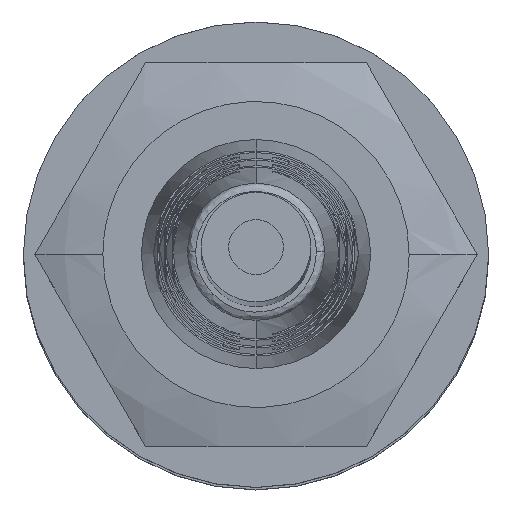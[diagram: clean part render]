
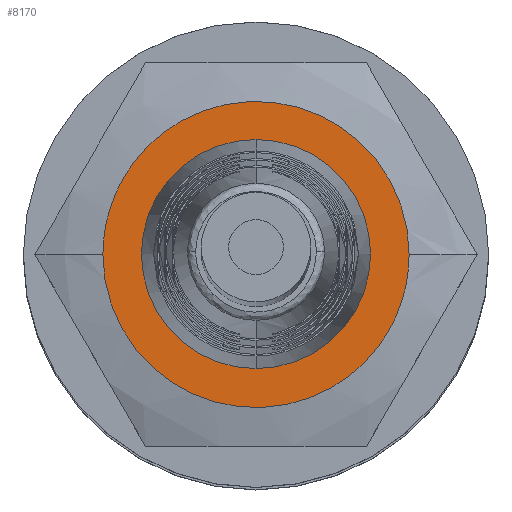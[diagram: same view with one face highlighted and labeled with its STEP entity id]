
A CAD part, top view. The second image highlights one B-rep face of the part: STEP entity #8170.
In plain terms, the highlighted planar face has unit normal (0, 0, 1).
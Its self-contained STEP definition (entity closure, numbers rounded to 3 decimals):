
#262 = EDGE_CURVE ( 'NONE', #8471, #8089, #3997, .T. ) ;
#323 = EDGE_CURVE ( 'NONE', #4911, #8471, #344, .T. ) ;
#344 = B_SPLINE_CURVE_WITH_KNOTS ( 'NONE', 3,
 ( #5674, #8876, #1691, #6440, #889, #5635, #4824, #9644, #8841, #3229, #8003, #2453, #7210, #1649 ),
 .UNSPECIFIED., .F., .F.,
 ( 4, 2, 2, 2, 2, 2, 4 ),
 ( 0., 0.001, 0.001, 0.002, 0.002, 0.002, 0.003 ),
 .UNSPECIFIED. ) ;
#538 =( BOUNDED_CURVE ( )  B_SPLINE_CURVE ( 3, ( #2073, #5206, #6817, #7617 ),
 .UNSPECIFIED., .F., .F. ) 
 B_SPLINE_CURVE_WITH_KNOTS ( ( 4, 4 ),
 ( 0., 0.009 ),
 .UNSPECIFIED. ) 
 CURVE ( )  GEOMETRIC_REPRESENTATION_ITEM ( )  RATIONAL_B_SPLINE_CURVE ( ( 1., 0.333, 0.333, 1. ) ) 
 REPRESENTATION_ITEM ( '' )  );
#691 = EDGE_CURVE ( 'NONE', #986, #8867, #538, .T. ) ;
#735 = AXIS2_PLACEMENT_3D ( 'NONE', #5890, #1147, #6694 ) ;
#768 = CARTESIAN_POINT ( 'NONE',  ( 0.685, 1.852, 1.8 ) ) ;
#889 = CARTESIAN_POINT ( 'NONE',  ( -1.697, 1.12, 1.8 ) ) ;
#909 = CIRCLE ( 'NONE', #735, 1.85 ) ;
#925 = CARTESIAN_POINT ( 'NONE',  ( -1.64, -0.996, 1.8 ) ) ;
#986 = VERTEX_POINT ( 'NONE', #2758 ) ;
#1147 = DIRECTION ( 'NONE',  ( 0., 0., -1. ) ) ;
#1234 = AXIS2_PLACEMENT_3D ( 'NONE', #6179, #1426, #6988 ) ;
#1370 = CARTESIAN_POINT ( 'NONE',  ( -2.796, 0., 1.8 ) ) ;
#1426 = DIRECTION ( 'NONE',  ( 0., 0., -1. ) ) ;
#1565 = CARTESIAN_POINT ( 'NONE',  ( 1.195, 1.525, 1.8 ) ) ;
#1649 = CARTESIAN_POINT ( 'NONE',  ( 0.109, 2.026, 1.8 ) ) ;
#1691 = CARTESIAN_POINT ( 'NONE',  ( -1.94, 0.65, 1.8 ) ) ;
#1734 = CARTESIAN_POINT ( 'NONE',  ( -1.868, -0.608, 1.8 ) ) ;
#1787 = FACE_OUTER_BOUND ( 'NONE', #4754, .T. ) ;
#1822 = CARTESIAN_POINT ( 'NONE',  ( -2.025, 0.123, 1.8 ) ) ;
#2055 = DIRECTION ( 'NONE',  ( 1., 0., 0. ) ) ;
#2073 = CARTESIAN_POINT ( 'NONE',  ( -2.796, 0., 1.8 ) ) ;
#2371 = CARTESIAN_POINT ( 'NONE',  ( 1.543, 1.021, 1.8 ) ) ;
#2453 = CARTESIAN_POINT ( 'NONE',  ( -0.421, 2.003, 1.8 ) ) ;
#2520 = CARTESIAN_POINT ( 'NONE',  ( -2.001, -0.176, 1.8 ) ) ;
#2754 = EDGE_CURVE ( 'NONE', #8867, #986, #6194, .T. ) ;
#2758 = CARTESIAN_POINT ( 'NONE',  ( -2.796, 0., 1.8 ) ) ;
#2924 = CARTESIAN_POINT ( 'NONE',  ( 2.796, 0., 1.8 ) ) ;
#3188 = CARTESIAN_POINT ( 'NONE',  ( 0.109, 2.026, 1.8 ) ) ;
#3227 = ORIENTED_EDGE ( 'NONE', *, *, #9395, .T. ) ;
#3229 = CARTESIAN_POINT ( 'NONE',  ( -0.916, 1.815, 1.8 ) ) ;
#3308 = CARTESIAN_POINT ( 'NONE',  ( -2.025, 0.123, 1.8 ) ) ;
#3997 = B_SPLINE_CURVE_WITH_KNOTS ( 'NONE', 3,
 ( #5509, #4698, #9518, #768, #6315, #1565, #7112, #2371 ),
 .UNSPECIFIED., .F., .F.,
 ( 4, 2, 2, 4 ),
 ( 0., 0., 0.001, 0.002 ),
 .UNSPECIFIED. ) ;
#4026 = CARTESIAN_POINT ( 'NONE',  ( -1.205, -1.404, 1.8 ) ) ;
#4294 = VERTEX_POINT ( 'NONE', #8847 ) ;
#4596 = EDGE_CURVE ( 'NONE', #9364, #4294, #7299, .T. ) ;
#4652 = B_SPLINE_CURVE_WITH_KNOTS ( 'NONE', 3,
 ( #4026, #9681, #5679, #925, #6479, #1734, #7279, #2520, #8086, #3308 ),
 .UNSPECIFIED., .F., .F.,
 ( 4, 2, 2, 2, 4 ),
 ( 0., 0., 0.001, 0.001, 0.002 ),
 .UNSPECIFIED. ) ;
#4698 = CARTESIAN_POINT ( 'NONE',  ( 0.26, 2.003, 1.8 ) ) ;
#4754 = EDGE_LOOP ( 'NONE', ( #9505, #6485 ) ) ;
#4824 = CARTESIAN_POINT ( 'NONE',  ( -1.449, 1.427, 1.8 ) ) ;
#4911 = VERTEX_POINT ( 'NONE', #1822 ) ;
#5051 = CARTESIAN_POINT ( 'NONE',  ( 1.85, 0., 1.8 ) ) ;
#5206 = CARTESIAN_POINT ( 'NONE',  ( -2.796, -5.593, 1.8 ) ) ;
#5314 = CARTESIAN_POINT ( 'NONE',  ( 2.796, 5.593, 1.8 ) ) ;
#5509 = CARTESIAN_POINT ( 'NONE',  ( 0.109, 2.026, 1.8 ) ) ;
#5635 = CARTESIAN_POINT ( 'NONE',  ( -1.538, 1.33, 1.8 ) ) ;
#5674 = CARTESIAN_POINT ( 'NONE',  ( -2.025, 0.123, 1.8 ) ) ;
#5679 = CARTESIAN_POINT ( 'NONE',  ( -1.441, -1.219, 1.8 ) ) ;
#5751 = FACE_BOUND ( 'NONE', #7745, .T. ) ;
#5890 = CARTESIAN_POINT ( 'NONE',  ( 0., 0., 1.8 ) ) ;
#5995 = CARTESIAN_POINT ( 'NONE',  ( -2.83, -2.83, 1.8 ) ) ;
#6025 = EDGE_CURVE ( 'NONE', #4294, #4911, #4652, .T. ) ;
#6111 = CARTESIAN_POINT ( 'NONE',  ( -2.796, 5.593, 1.8 ) ) ;
#6179 = CARTESIAN_POINT ( 'NONE',  ( 0., 0., 1.8 ) ) ;
#6194 =( BOUNDED_CURVE ( )  B_SPLINE_CURVE ( 3, ( #2924, #5314, #6111, #1370 ),
 .UNSPECIFIED., .F., .F. ) 
 B_SPLINE_CURVE_WITH_KNOTS ( ( 4, 4 ),
 ( 0., 0.009 ),
 .UNSPECIFIED. ) 
 CURVE ( )  GEOMETRIC_REPRESENTATION_ITEM ( )  RATIONAL_B_SPLINE_CURVE ( ( 1., 0.333, 0.333, 1. ) ) 
 REPRESENTATION_ITEM ( '' )  );
#6315 = CARTESIAN_POINT ( 'NONE',  ( 0.822, 1.78, 1.8 ) ) ;
#6440 = CARTESIAN_POINT ( 'NONE',  ( -1.767, 1.005, 1.8 ) ) ;
#6457 = ORIENTED_EDGE ( 'NONE', *, *, #323, .T. ) ;
#6479 = CARTESIAN_POINT ( 'NONE',  ( -1.727, -0.871, 1.8 ) ) ;
#6485 = ORIENTED_EDGE ( 'NONE', *, *, #691, .T. ) ;
#6592 = ORIENTED_EDGE ( 'NONE', *, *, #4596, .T. ) ;
#6694 = DIRECTION ( 'NONE',  ( 1., 0., 0. ) ) ;
#6803 = DIRECTION ( 'NONE',  ( 0., 0., 1. ) ) ;
#6817 = CARTESIAN_POINT ( 'NONE',  ( 2.796, -5.593, 1.8 ) ) ;
#6900 = CARTESIAN_POINT ( 'NONE',  ( 2.796, 0., 1.8 ) ) ;
#6988 = DIRECTION ( 'NONE',  ( 1., 0., 0. ) ) ;
#7112 = CARTESIAN_POINT ( 'NONE',  ( 1.402, 1.293, 1.8 ) ) ;
#7210 = CARTESIAN_POINT ( 'NONE',  ( -0.158, 2.04, 1.8 ) ) ;
#7279 = CARTESIAN_POINT ( 'NONE',  ( -1.924, -0.468, 1.8 ) ) ;
#7299 = CIRCLE ( 'NONE', #1234, 1.85 ) ;
#7514 = CARTESIAN_POINT ( 'NONE',  ( 1.543, 1.021, 1.8 ) ) ;
#7617 = CARTESIAN_POINT ( 'NONE',  ( 2.796, 0., 1.8 ) ) ;
#7745 = EDGE_LOOP ( 'NONE', ( #6457, #9172, #3227, #6592, #9301 ) ) ;
#8003 = CARTESIAN_POINT ( 'NONE',  ( -0.797, 1.87, 1.8 ) ) ;
#8086 = CARTESIAN_POINT ( 'NONE',  ( -2.021, -0.028, 1.8 ) ) ;
#8089 = VERTEX_POINT ( 'NONE', #7514 ) ;
#8170 = ADVANCED_FACE ( 'NONE', ( #5751, #1787 ), #10014, .T. ) ;
#8471 = VERTEX_POINT ( 'NONE', #3188 ) ;
#8667 = AXIS2_PLACEMENT_3D ( 'NONE', #5995, #6803, #2055 ) ;
#8841 = CARTESIAN_POINT ( 'NONE',  ( -1.143, 1.681, 1.8 ) ) ;
#8847 = CARTESIAN_POINT ( 'NONE',  ( -1.205, -1.404, 1.8 ) ) ;
#8867 = VERTEX_POINT ( 'NONE', #6900 ) ;
#8876 = CARTESIAN_POINT ( 'NONE',  ( -2.009, 0.389, 1.8 ) ) ;
#9172 = ORIENTED_EDGE ( 'NONE', *, *, #262, .T. ) ;
#9301 = ORIENTED_EDGE ( 'NONE', *, *, #6025, .T. ) ;
#9364 = VERTEX_POINT ( 'NONE', #5051 ) ;
#9395 = EDGE_CURVE ( 'NONE', #8089, #9364, #909, .T. ) ;
#9505 = ORIENTED_EDGE ( 'NONE', *, *, #2754, .T. ) ;
#9518 = CARTESIAN_POINT ( 'NONE',  ( 0.405, 1.963, 1.8 ) ) ;
#9644 = CARTESIAN_POINT ( 'NONE',  ( -1.251, 1.602, 1.8 ) ) ;
#9681 = CARTESIAN_POINT ( 'NONE',  ( -1.329, -1.318, 1.8 ) ) ;
#10014 = PLANE ( 'NONE',  #8667 ) ;
